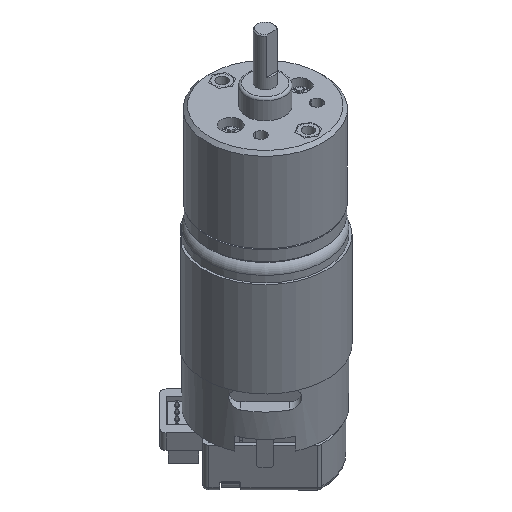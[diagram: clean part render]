
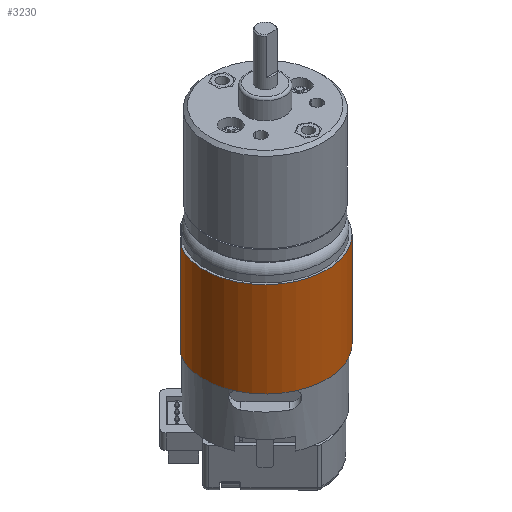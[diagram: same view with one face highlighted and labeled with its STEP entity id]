
A CAD part, isometric view. The second image highlights one B-rep face of the part: STEP entity #3230.
In plain terms, the highlighted cylindrical face has radius 14.25 mm (diameter 28.5 mm), a partial arc.
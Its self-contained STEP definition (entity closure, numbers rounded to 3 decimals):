
#1002=LINE('',#18586,#1929);
#1003=LINE('',#18587,#1930);
#1929=VECTOR('',#15135,1.);
#1930=VECTOR('',#15136,1.);
#2277=CYLINDRICAL_SURFACE('',#12029,14.25);
#3230=ADVANCED_FACE('',(#4220),#2277,.T.);
#4220=FACE_OUTER_BOUND('',#5055,.T.);
#5055=EDGE_LOOP('',(#7885,#7886,#7887,#7888));
#7885=ORIENTED_EDGE('',*,*,#10370,.F.);
#7886=ORIENTED_EDGE('',*,*,#10362,.F.);
#7887=ORIENTED_EDGE('',*,*,#10371,.F.);
#7888=ORIENTED_EDGE('',*,*,#10368,.T.);
#8929=VERTEX_POINT('',#18569);
#8930=VERTEX_POINT('',#18570);
#8935=VERTEX_POINT('',#18581);
#8936=VERTEX_POINT('',#18583);
#10362=EDGE_CURVE('',#8929,#8930,#10878,.T.);
#10368=EDGE_CURVE('',#8936,#8935,#10881,.T.);
#10370=EDGE_CURVE('',#8930,#8935,#1002,.T.);
#10371=EDGE_CURVE('',#8936,#8929,#1003,.T.);
#10878=CIRCLE('',#12023,14.25);
#10881=CIRCLE('',#12027,14.25);
#12023=AXIS2_PLACEMENT_3D('',#18568,#15119,#15120);
#12027=AXIS2_PLACEMENT_3D('',#18582,#15130,#15131);
#12029=AXIS2_PLACEMENT_3D('',#18588,#15137,#15138);
#15119=DIRECTION('',(0.,0.,1.));
#15120=DIRECTION('',(-0.707,0.707,0.));
#15130=DIRECTION('',(0.,0.,1.));
#15131=DIRECTION('',(-0.707,0.707,0.));
#15135=DIRECTION('',(0.,0.,-1.));
#15136=DIRECTION('',(0.,0.,1.));
#15137=DIRECTION('',(0.,0.,-1.));
#15138=DIRECTION('',(-0.707,0.707,0.));
#18568=CARTESIAN_POINT('',(0.,0.,-13.8));
#18569=CARTESIAN_POINT('',(-11.985,7.709,-13.8));
#18570=CARTESIAN_POINT('',(-7.709,11.985,-13.8));
#18581=CARTESIAN_POINT('',(-7.709,11.985,-35.8));
#18582=CARTESIAN_POINT('',(0.,0.,-35.8));
#18583=CARTESIAN_POINT('',(-11.985,7.709,-35.8));
#18586=CARTESIAN_POINT('',(-7.709,11.985,-13.8));
#18587=CARTESIAN_POINT('',(-11.985,7.709,-13.8));
#18588=CARTESIAN_POINT('',(0.,0.,-13.8));
